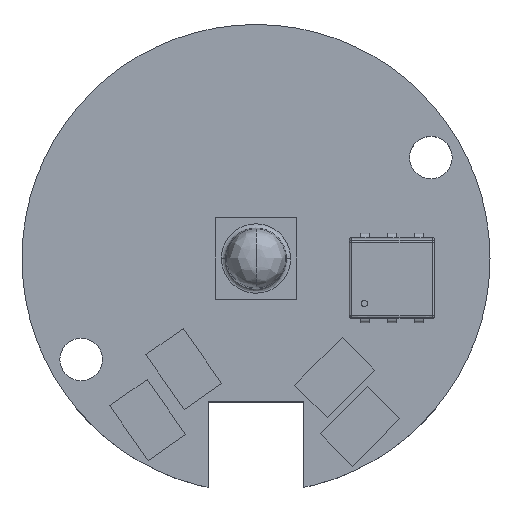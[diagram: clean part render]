
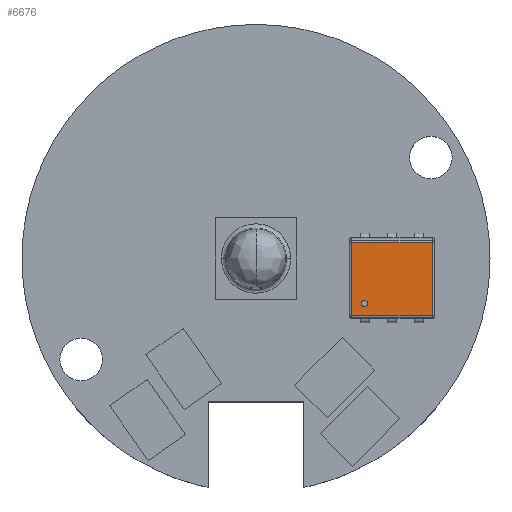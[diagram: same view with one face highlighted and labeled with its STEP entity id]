
A CAD part, top view. The second image highlights one B-rep face of the part: STEP entity #6676.
In plain terms, the highlighted planar face has unit normal (0, 0, 1).
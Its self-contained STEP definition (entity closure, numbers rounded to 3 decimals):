
#370 = EDGE_CURVE ( 'NONE', #4890, #12478, #1240, .T. ) ;
#627 = DIRECTION ( 'NONE',  ( 0., 0., 1. ) ) ;
#868 = CARTESIAN_POINT ( 'NONE',  ( 5.096, -1.97, 3.001 ) ) ;
#1240 = LINE ( 'NONE', #7224, #13487 ) ;
#1402 = CARTESIAN_POINT ( 'NONE',  ( 8.296, 0.771, 3.001 ) ) ;
#1594 = ORIENTED_EDGE ( 'NONE', *, *, #11365, .T. ) ;
#1700 = EDGE_CURVE ( 'NONE', #13182, #4890, #7233, .T. ) ;
#1872 = DIRECTION ( 'NONE',  ( -1., 0., 0. ) ) ;
#2050 = DIRECTION ( 'NONE',  ( 0., 0., -1. ) ) ;
#2100 = EDGE_LOOP ( 'NONE', ( #7594, #7286 ) ) ;
#2405 = VECTOR ( 'NONE', #1872, 1000. ) ;
#2633 = VERTEX_POINT ( 'NONE', #868 ) ;
#2637 = DIRECTION ( 'NONE',  ( 1., 0., 0. ) ) ;
#3069 = AXIS2_PLACEMENT_3D ( 'NONE', #7506, #627, #8667 ) ;
#3321 = CARTESIAN_POINT ( 'NONE',  ( 8.296, -2.7, 3.001 ) ) ;
#3378 = LINE ( 'NONE', #6116, #9495 ) ;
#3599 = CARTESIAN_POINT ( 'NONE',  ( 5.096, -2.12, 3.001 ) ) ;
#4495 = VERTEX_POINT ( 'NONE', #5667 ) ;
#4733 = CIRCLE ( 'NONE', #5959, 0.15 ) ;
#4738 = DIRECTION ( 'NONE',  ( 0., -1., 0. ) ) ;
#4890 = VERTEX_POINT ( 'NONE', #8412 ) ;
#5087 = EDGE_CURVE ( 'NONE', #4495, #2633, #14639, .T. ) ;
#5563 = FACE_OUTER_BOUND ( 'NONE', #13454, .T. ) ;
#5667 = CARTESIAN_POINT ( 'NONE',  ( 5.096, -2.27, 3.001 ) ) ;
#5959 = AXIS2_PLACEMENT_3D ( 'NONE', #3599, #11628, #4738 ) ;
#6000 = CARTESIAN_POINT ( 'NONE',  ( 4.496, -0.92, 3.001 ) ) ;
#6116 = CARTESIAN_POINT ( 'NONE',  ( 8.296, -0.92, 3.001 ) ) ;
#6676 = ADVANCED_FACE ( 'NONE', ( #14395, #5563 ), #9786, .T. ) ;
#6949 = CARTESIAN_POINT ( 'NONE',  ( 4.496, 0.771, 3.001 ) ) ;
#7224 = CARTESIAN_POINT ( 'NONE',  ( 6.396, -2.7, 3.001 ) ) ;
#7233 = LINE ( 'NONE', #6000, #13033 ) ;
#7286 = ORIENTED_EDGE ( 'NONE', *, *, #12090, .T. ) ;
#7506 = CARTESIAN_POINT ( 'NONE',  ( 6.396, -0.92, 3.001 ) ) ;
#7536 = AXIS2_PLACEMENT_3D ( 'NONE', #8946, #2050, #10111 ) ;
#7594 = ORIENTED_EDGE ( 'NONE', *, *, #5087, .T. ) ;
#8288 = EDGE_CURVE ( 'NONE', #12478, #13629, #3378, .T. ) ;
#8412 = CARTESIAN_POINT ( 'NONE',  ( 4.496, -2.7, 3.001 ) ) ;
#8667 = DIRECTION ( 'NONE',  ( 0., 1., 0. ) ) ;
#8751 = CARTESIAN_POINT ( 'NONE',  ( 6.396, 0.771, 3.001 ) ) ;
#8946 = CARTESIAN_POINT ( 'NONE',  ( 5.096, -2.12, 3.001 ) ) ;
#9495 = VECTOR ( 'NONE', #14189, 1000. ) ;
#9766 = ORIENTED_EDGE ( 'NONE', *, *, #370, .T. ) ;
#9786 = PLANE ( 'NONE',  #3069 ) ;
#9832 = ORIENTED_EDGE ( 'NONE', *, *, #1700, .T. ) ;
#10111 = DIRECTION ( 'NONE',  ( 0., -1., 0. ) ) ;
#10713 = DIRECTION ( 'NONE',  ( 0., -1., 0. ) ) ;
#11243 = LINE ( 'NONE', #8751, #2405 ) ;
#11365 = EDGE_CURVE ( 'NONE', #13629, #13182, #11243, .T. ) ;
#11628 = DIRECTION ( 'NONE',  ( 0., 0., -1. ) ) ;
#12090 = EDGE_CURVE ( 'NONE', #2633, #4495, #4733, .T. ) ;
#12478 = VERTEX_POINT ( 'NONE', #3321 ) ;
#12572 = ORIENTED_EDGE ( 'NONE', *, *, #8288, .T. ) ;
#13033 = VECTOR ( 'NONE', #10713, 1000. ) ;
#13182 = VERTEX_POINT ( 'NONE', #6949 ) ;
#13454 = EDGE_LOOP ( 'NONE', ( #9832, #9766, #12572, #1594 ) ) ;
#13487 = VECTOR ( 'NONE', #2637, 1000. ) ;
#13629 = VERTEX_POINT ( 'NONE', #1402 ) ;
#14189 = DIRECTION ( 'NONE',  ( 0., 1., 0. ) ) ;
#14395 = FACE_BOUND ( 'NONE', #2100, .T. ) ;
#14639 = CIRCLE ( 'NONE', #7536, 0.15 ) ;
